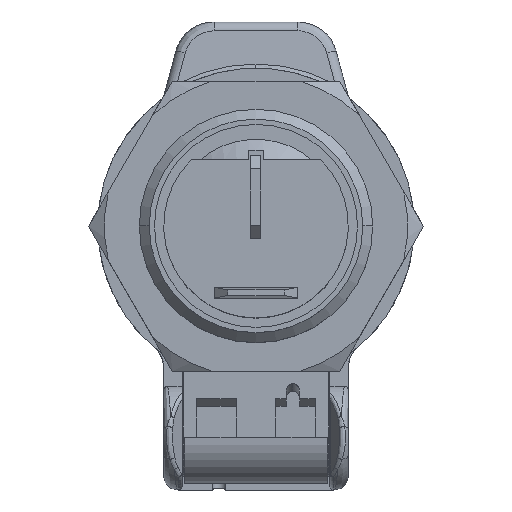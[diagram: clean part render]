
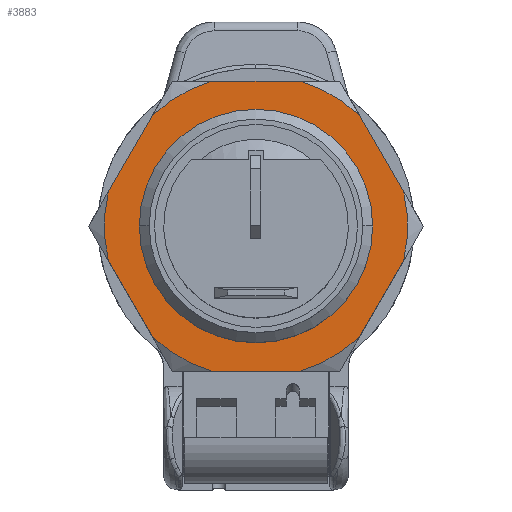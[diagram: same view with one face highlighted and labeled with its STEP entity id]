
A CAD part, top view. The second image highlights one B-rep face of the part: STEP entity #3883.
In plain terms, the highlighted planar face has unit normal (0, 0, 1).
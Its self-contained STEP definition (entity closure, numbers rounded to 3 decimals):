
#381=CARTESIAN_POINT('',(0.,0.,-21.));
#382=DIRECTION('',(0.,0.,-1.));
#383=DIRECTION('',(-1.,0.,0.));
#384=AXIS2_PLACEMENT_3D('',#381,#382,#383);
#399=DIRECTION('',(0.5,0.866,0.));
#400=VECTOR('',#399,6.708);
#401=CARTESIAN_POINT('',(7.849,-8.405,-21.));
#402=LINE('',#401,#400);
#403=CARTESIAN_POINT('',(0.,0.,-21.));
#404=DIRECTION('',(0.,0.,-1.));
#405=DIRECTION('',(0.683,-0.731,0.));
#406=AXIS2_PLACEMENT_3D('',#403,#404,#405);
#408=DIRECTION('',(1.,0.,0.));
#409=VECTOR('',#408,6.708);
#410=CARTESIAN_POINT('',(-3.354,-11.,-21.));
#411=LINE('',#410,#409);
#412=CARTESIAN_POINT('',(0.,0.,-21.));
#413=DIRECTION('',(0.,0.,-1.));
#414=DIRECTION('',(-0.292,-0.957,0.));
#415=AXIS2_PLACEMENT_3D('',#412,#413,#414);
#417=DIRECTION('',(0.5,-0.866,0.));
#418=VECTOR('',#417,6.708);
#419=CARTESIAN_POINT('',(-11.203,-2.595,-21.));
#420=LINE('',#419,#418);
#421=DIRECTION('',(-0.5,-0.866,0.));
#422=VECTOR('',#421,6.708);
#423=CARTESIAN_POINT('',(-7.849,8.405,-21.));
#424=LINE('',#423,#422);
#425=CARTESIAN_POINT('',(0.,0.,-21.));
#426=DIRECTION('',(0.,0.,-1.));
#427=DIRECTION('',(-0.683,0.731,0.));
#428=AXIS2_PLACEMENT_3D('',#425,#426,#427);
#430=DIRECTION('',(-1.,0.,0.));
#431=VECTOR('',#430,6.708);
#432=CARTESIAN_POINT('',(3.354,11.,-21.));
#433=LINE('',#432,#431);
#434=CARTESIAN_POINT('',(0.,0.,-21.));
#435=DIRECTION('',(0.,0.,-1.));
#436=DIRECTION('',(0.292,0.957,0.));
#437=AXIS2_PLACEMENT_3D('',#434,#435,#436);
#439=DIRECTION('',(-0.5,0.866,0.));
#440=VECTOR('',#439,6.708);
#441=CARTESIAN_POINT('',(11.203,2.595,-21.));
#442=LINE('',#441,#440);
#443=CARTESIAN_POINT('',(0.,0.,-21.));
#444=DIRECTION('',(0.,0.,1.));
#445=DIRECTION('',(0.974,-0.226,0.));
#446=AXIS2_PLACEMENT_3D('',#443,#444,#445);
#452=CARTESIAN_POINT('',(11.203,2.595,-21.));
#542=CARTESIAN_POINT('',(-11.203,-2.595,-21.));
#584=CARTESIAN_POINT('',(-11.203,2.595,-21.));
#628=CARTESIAN_POINT('',(0.,0.,-21.));
#629=DIRECTION('',(0.,0.,1.));
#630=DIRECTION('',(-0.974,0.226,0.));
#631=AXIS2_PLACEMENT_3D('',#628,#629,#630);
#2674=CARTESIAN_POINT('',(11.203,-2.595,-21.));
#2729=CARTESIAN_POINT('',(0.,0.,-21.));
#2730=DIRECTION('',(0.,0.,-1.));
#2731=DIRECTION('',(1.,0.,0.));
#2732=AXIS2_PLACEMENT_3D('',#2729,#2730,#2731);
#3062=CARTESIAN_POINT('',(7.849,-8.405,-21.));
#3063=CARTESIAN_POINT('',(3.354,-11.,-21.));
#3064=VERTEX_POINT('',#3062);
#3065=VERTEX_POINT('',#3063);
#3066=CARTESIAN_POINT('',(-3.354,-11.,-21.));
#3067=CARTESIAN_POINT('',(-7.849,-8.405,-21.));
#3068=VERTEX_POINT('',#3066);
#3069=VERTEX_POINT('',#3067);
#3070=CARTESIAN_POINT('',(-7.849,8.405,-21.));
#3071=CARTESIAN_POINT('',(-3.354,11.,-21.));
#3072=VERTEX_POINT('',#3070);
#3073=VERTEX_POINT('',#3071);
#3074=CARTESIAN_POINT('',(3.354,11.,-21.));
#3075=CARTESIAN_POINT('',(7.849,8.405,-21.));
#3076=VERTEX_POINT('',#3074);
#3077=VERTEX_POINT('',#3075);
#3079=VERTEX_POINT('',#452);
#3083=VERTEX_POINT('',#584);
#3085=VERTEX_POINT('',#542);
#3087=VERTEX_POINT('',#2674);
#3100=CARTESIAN_POINT('',(8.85,0.,-21.));
#3101=CARTESIAN_POINT('',(-8.85,0.,-21.));
#3102=VERTEX_POINT('',#3100);
#3103=VERTEX_POINT('',#3101);
#3847=CARTESIAN_POINT('',(0.,0.,-21.));
#3848=DIRECTION('',(0.,0.,1.));
#3849=DIRECTION('',(0.,-1.,0.));
#3850=AXIS2_PLACEMENT_3D('',#3847,#3848,#3849);
#3851=PLANE('',#3850);
#3853=ORIENTED_EDGE('',*,*,#3852,.F.);
#3855=ORIENTED_EDGE('',*,*,#3854,.F.);
#3857=ORIENTED_EDGE('',*,*,#3856,.T.);
#3859=ORIENTED_EDGE('',*,*,#3858,.F.);
#3861=ORIENTED_EDGE('',*,*,#3860,.T.);
#3863=ORIENTED_EDGE('',*,*,#3862,.F.);
#3865=ORIENTED_EDGE('',*,*,#3864,.F.);
#3867=ORIENTED_EDGE('',*,*,#3866,.F.);
#3869=ORIENTED_EDGE('',*,*,#3868,.T.);
#3871=ORIENTED_EDGE('',*,*,#3870,.F.);
#3873=ORIENTED_EDGE('',*,*,#3872,.T.);
#3875=ORIENTED_EDGE('',*,*,#3874,.F.);
#3876=EDGE_LOOP('',(#3853,#3855,#3857,#3859,#3861,#3863,#3865,#3867,#3869,#3871,
#3873,#3875));
#3877=FACE_OUTER_BOUND('',#3876,.F.);
#3879=ORIENTED_EDGE('',*,*,#3878,.F.);
#3880=ORIENTED_EDGE('',*,*,#3837,.F.);
#3881=EDGE_LOOP('',(#3879,#3880));
#3882=FACE_BOUND('',#3881,.F.);
#3883=ADVANCED_FACE('',(#3877,#3882),#3851,.T.);
#385=CIRCLE('',#384,8.85);
#407=CIRCLE('',#406,11.5);
#416=CIRCLE('',#415,11.5);
#429=CIRCLE('',#428,11.5);
#438=CIRCLE('',#437,11.5);
#447=CIRCLE('',#446,11.5);
#632=CIRCLE('',#631,11.5);
#2733=CIRCLE('',#2732,8.85);
#3837=EDGE_CURVE('',#3103,#3102,#385,.T.);
#3852=EDGE_CURVE('',#3087,#3079,#447,.T.);
#3854=EDGE_CURVE('',#3064,#3087,#402,.T.);
#3856=EDGE_CURVE('',#3064,#3065,#407,.T.);
#3858=EDGE_CURVE('',#3068,#3065,#411,.T.);
#3860=EDGE_CURVE('',#3068,#3069,#416,.T.);
#3862=EDGE_CURVE('',#3085,#3069,#420,.T.);
#3864=EDGE_CURVE('',#3083,#3085,#632,.T.);
#3866=EDGE_CURVE('',#3072,#3083,#424,.T.);
#3868=EDGE_CURVE('',#3072,#3073,#429,.T.);
#3870=EDGE_CURVE('',#3076,#3073,#433,.T.);
#3872=EDGE_CURVE('',#3076,#3077,#438,.T.);
#3874=EDGE_CURVE('',#3079,#3077,#442,.T.);
#3878=EDGE_CURVE('',#3102,#3103,#2733,.T.);
